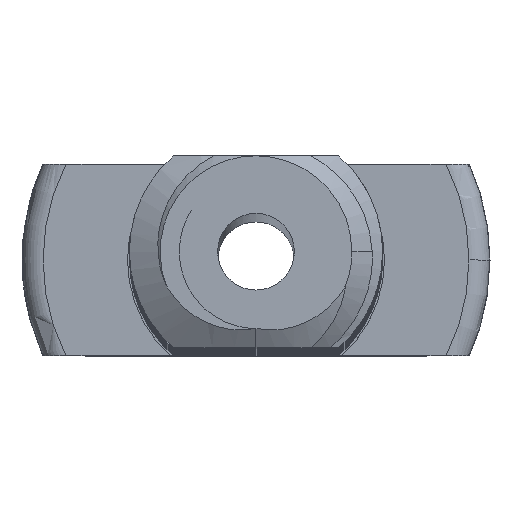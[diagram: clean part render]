
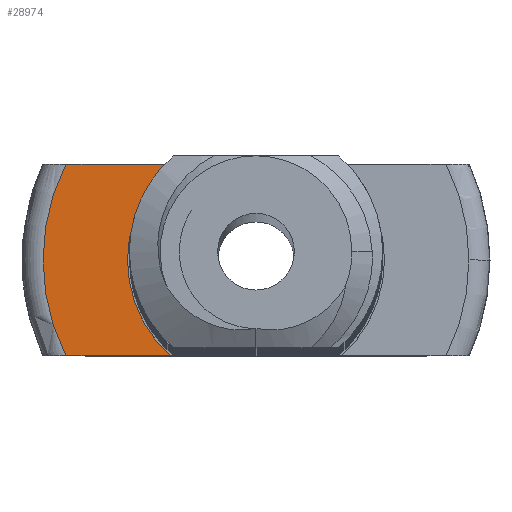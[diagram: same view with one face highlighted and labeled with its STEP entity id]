
A CAD part, top view. The second image highlights one B-rep face of the part: STEP entity #28974.
In plain terms, the highlighted planar face has unit normal (0, 0, 1).
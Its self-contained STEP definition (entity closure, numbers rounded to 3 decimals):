
#8109 = PLANE('',#8110);
#8110 = AXIS2_PLACEMENT_3D('',#8111,#8112,#8113);
#8111 = CARTESIAN_POINT('',(-12.5,-2.5,200.));
#8112 = DIRECTION('',(0.,1.,0.));
#8113 = DIRECTION('',(-1.,0.,0.));
#8898 = PLANE('',#8899);
#8899 = AXIS2_PLACEMENT_3D('',#8900,#8901,#8902);
#8900 = CARTESIAN_POINT('',(-12.5,2.5,200.));
#8901 = DIRECTION('',(0.,-1.,0.));
#8902 = DIRECTION('',(1.,0.,0.));
#11663 = VERTEX_POINT('',#11664);
#11664 = CARTESIAN_POINT('',(-2.23,-2.5,0.));
#11678 = CYLINDRICAL_SURFACE('',#11679,3.35);
#11679 = AXIS2_PLACEMENT_3D('',#11680,#11681,#11682);
#11680 = CARTESIAN_POINT('',(0.,0.,1.8)
  );
#11681 = DIRECTION('',(0.,0.,-1.));
#11682 = DIRECTION('',(1.,0.,0.));
#11690 = EDGE_CURVE('',#11691,#11663,#11693,.T.);
#11691 = VERTEX_POINT('',#11692);
#11692 = CARTESIAN_POINT('',(-4.955,-2.5,0.));
#11693 = SURFACE_CURVE('',#11694,(#11698,#11705),.PCURVE_S1.);
#11694 = LINE('',#11695,#11696);
#11695 = CARTESIAN_POINT('',(-6.25,-2.5,0.));
#11696 = VECTOR('',#11697,1.);
#11697 = DIRECTION('',(1.,0.,0.));
#11698 = PCURVE('',#8109,#11699);
#11699 = DEFINITIONAL_REPRESENTATION('',(#11700),#11704);
#11700 = LINE('',#11701,#11702);
#11701 = CARTESIAN_POINT('',(-6.25,-200.));
#11702 = VECTOR('',#11703,1.);
#11703 = DIRECTION('',(-1.,0.));
#11704 = ( GEOMETRIC_REPRESENTATION_CONTEXT(2) 
PARAMETRIC_REPRESENTATION_CONTEXT() REPRESENTATION_CONTEXT('2D SPACE',''
  ) );
#11705 = PCURVE('',#11706,#11711);
#11706 = PLANE('',#11707);
#11707 = AXIS2_PLACEMENT_3D('',#11708,#11709,#11710);
#11708 = CARTESIAN_POINT('',(0.,0.,
    0.));
#11709 = DIRECTION('',(0.,0.,-1.));
#11710 = DIRECTION('',(1.,0.,0.));
#11711 = DEFINITIONAL_REPRESENTATION('',(#11712),#11716);
#11712 = LINE('',#11713,#11714);
#11713 = CARTESIAN_POINT('',(-6.25,2.5));
#11714 = VECTOR('',#11715,1.);
#11715 = DIRECTION('',(1.,0.));
#11716 = ( GEOMETRIC_REPRESENTATION_CONTEXT(2) 
PARAMETRIC_REPRESENTATION_CONTEXT() REPRESENTATION_CONTEXT('2D SPACE',''
  ) );
#11772 = TOROIDAL_SURFACE('',#11773,5.55,0.55);
#11773 = AXIS2_PLACEMENT_3D('',#11774,#11775,#11776);
#11774 = CARTESIAN_POINT('',(0.,0.,-0.55
    ));
#11775 = DIRECTION('',(0.,0.,1.));
#11776 = DIRECTION('',(1.,0.,0.));
#25485 = VERTEX_POINT('',#25486);
#25486 = CARTESIAN_POINT('',(-2.23,2.5,0.));
#25507 = EDGE_CURVE('',#25508,#25485,#25510,.T.);
#25508 = VERTEX_POINT('',#25509);
#25509 = CARTESIAN_POINT('',(-4.955,2.5,0.));
#25510 = SURFACE_CURVE('',#25511,(#25515,#25522),.PCURVE_S1.);
#25511 = LINE('',#25512,#25513);
#25512 = CARTESIAN_POINT('',(-6.25,2.5,0.));
#25513 = VECTOR('',#25514,1.);
#25514 = DIRECTION('',(1.,0.,0.));
#25515 = PCURVE('',#8898,#25516);
#25516 = DEFINITIONAL_REPRESENTATION('',(#25517),#25521);
#25517 = LINE('',#25518,#25519);
#25518 = CARTESIAN_POINT('',(6.25,-200.));
#25519 = VECTOR('',#25520,1.);
#25520 = DIRECTION('',(1.,0.));
#25521 = ( GEOMETRIC_REPRESENTATION_CONTEXT(2) 
PARAMETRIC_REPRESENTATION_CONTEXT() REPRESENTATION_CONTEXT('2D SPACE',''
  ) );
#25522 = PCURVE('',#11706,#25523);
#25523 = DEFINITIONAL_REPRESENTATION('',(#25524),#25528);
#25524 = LINE('',#25525,#25526);
#25525 = CARTESIAN_POINT('',(-6.25,-2.5));
#25526 = VECTOR('',#25527,1.);
#25527 = DIRECTION('',(1.,0.));
#25528 = ( GEOMETRIC_REPRESENTATION_CONTEXT(2) 
PARAMETRIC_REPRESENTATION_CONTEXT() REPRESENTATION_CONTEXT('2D SPACE',''
  ) );
#28879 = EDGE_CURVE('',#11663,#25485,#28880,.T.);
#28880 = SURFACE_CURVE('',#28881,(#28886,#28893),.PCURVE_S1.);
#28881 = CIRCLE('',#28882,3.35);
#28882 = AXIS2_PLACEMENT_3D('',#28883,#28884,#28885);
#28883 = CARTESIAN_POINT('',(0.,0.,
    0.));
#28884 = DIRECTION('',(0.,0.,-1.));
#28885 = DIRECTION('',(1.,0.,0.));
#28886 = PCURVE('',#11678,#28887);
#28887 = DEFINITIONAL_REPRESENTATION('',(#28888),#28892);
#28888 = LINE('',#28889,#28890);
#28889 = CARTESIAN_POINT('',(0.,1.8));
#28890 = VECTOR('',#28891,1.);
#28891 = DIRECTION('',(1.,0.));
#28892 = ( GEOMETRIC_REPRESENTATION_CONTEXT(2) 
PARAMETRIC_REPRESENTATION_CONTEXT() REPRESENTATION_CONTEXT('2D SPACE',''
  ) );
#28893 = PCURVE('',#11706,#28894);
#28894 = DEFINITIONAL_REPRESENTATION('',(#28895),#28899);
#28895 = CIRCLE('',#28896,3.35);
#28896 = AXIS2_PLACEMENT_2D('',#28897,#28898);
#28897 = CARTESIAN_POINT('',(0.,0.));
#28898 = DIRECTION('',(1.,0.));
#28899 = ( GEOMETRIC_REPRESENTATION_CONTEXT(2) 
PARAMETRIC_REPRESENTATION_CONTEXT() REPRESENTATION_CONTEXT('2D SPACE',''
  ) );
#28974 = ADVANCED_FACE('',(#28975),#11706,.F.);
#28975 = FACE_BOUND('',#28976,.T.);
#28976 = EDGE_LOOP('',(#28977,#28978,#28979,#28980));
#28977 = ORIENTED_EDGE('',*,*,#11690,.T.);
#28978 = ORIENTED_EDGE('',*,*,#28879,.T.);
#28979 = ORIENTED_EDGE('',*,*,#25507,.F.);
#28980 = ORIENTED_EDGE('',*,*,#28981,.F.);
#28981 = EDGE_CURVE('',#11691,#25508,#28982,.T.);
#28982 = SURFACE_CURVE('',#28983,(#28988,#28995),.PCURVE_S1.);
#28983 = CIRCLE('',#28984,5.55);
#28984 = AXIS2_PLACEMENT_3D('',#28985,#28986,#28987);
#28985 = CARTESIAN_POINT('',(0.,0.,
    0.));
#28986 = DIRECTION('',(0.,0.,-1.));
#28987 = DIRECTION('',(1.,0.,0.));
#28988 = PCURVE('',#11706,#28989);
#28989 = DEFINITIONAL_REPRESENTATION('',(#28990),#28994);
#28990 = CIRCLE('',#28991,5.55);
#28991 = AXIS2_PLACEMENT_2D('',#28992,#28993);
#28992 = CARTESIAN_POINT('',(0.,0.));
#28993 = DIRECTION('',(1.,0.));
#28994 = ( GEOMETRIC_REPRESENTATION_CONTEXT(2) 
PARAMETRIC_REPRESENTATION_CONTEXT() REPRESENTATION_CONTEXT('2D SPACE',''
  ) );
#28995 = PCURVE('',#11772,#28996);
#28996 = DEFINITIONAL_REPRESENTATION('',(#28997),#29001);
#28997 = LINE('',#28998,#28999);
#28998 = CARTESIAN_POINT('',(0.,7.854));
#28999 = VECTOR('',#29000,1.);
#29000 = DIRECTION('',(-1.,0.));
#29001 = ( GEOMETRIC_REPRESENTATION_CONTEXT(2) 
PARAMETRIC_REPRESENTATION_CONTEXT() REPRESENTATION_CONTEXT('2D SPACE',''
  ) );
